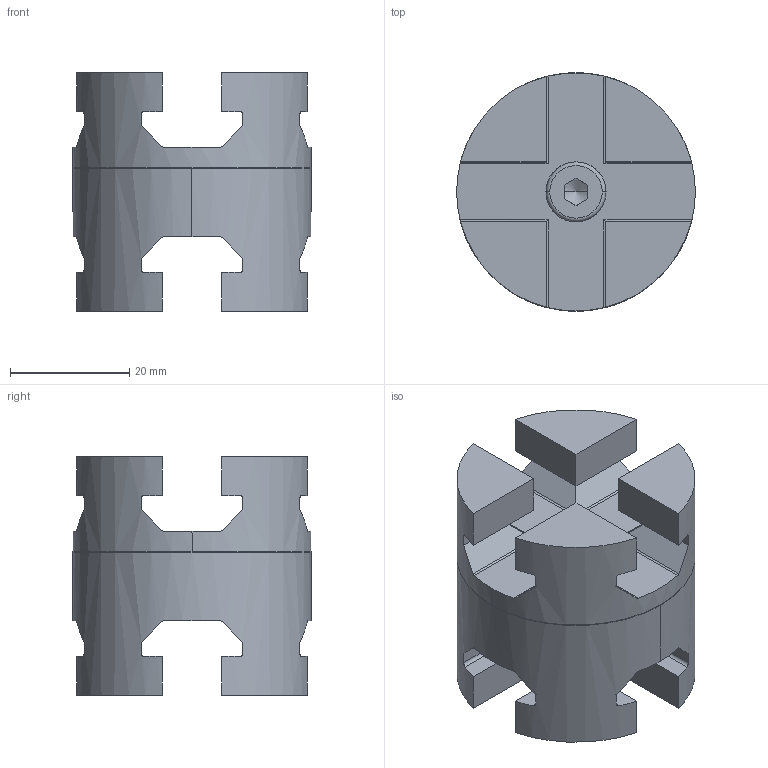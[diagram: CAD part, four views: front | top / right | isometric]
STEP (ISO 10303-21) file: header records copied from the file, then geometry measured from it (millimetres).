
FILE_DESCRIPTION(('STEP AP214'),'1');
FILE_NAME(' ',' ',('TraceParts'),('TraceParts S.A.'),'XStep 1.0',' ',' ');
FILE_SCHEMA(('automotive_design'));
Length unit declared in the file: millimetre
Products named in the file (2): 1; 2
Bounding box: 40 x 40 x 40 mm (x, y, z)
Volume: 29982.1 mm3; surface area: 12567.9 mm2
Topology: 2 solids, 3 shells, 137 faces, 356 edges, 227 vertices
Faces by surface type: plane 79, cylinder 48, cone 8, torus 2
Entity records: 8368 total; most frequent: CARTESIAN_POINT 960, STYLED_ITEM 720, PRESENTATION_STYLE_ASSIGNMENT 720, COLOUR_RGB 720, ORIENTED_EDGE 708, DIRECTION 702, EDGE_CURVE 354, CURVE_STYLE 354
